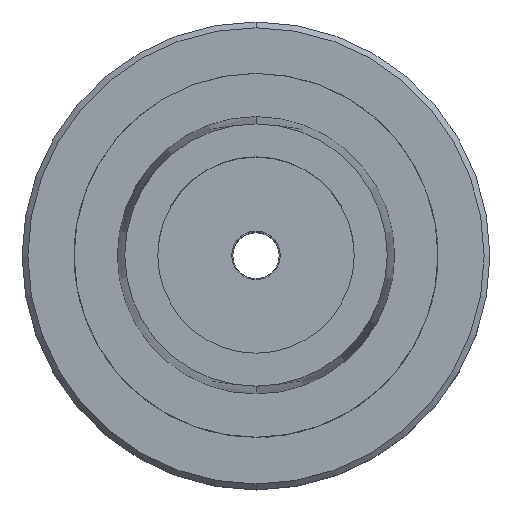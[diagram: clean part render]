
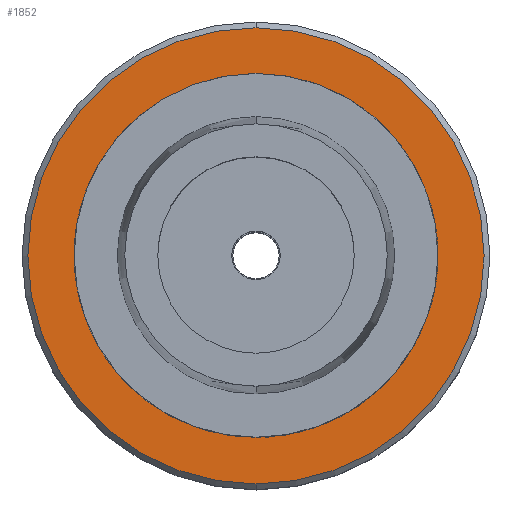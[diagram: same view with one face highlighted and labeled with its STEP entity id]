
A CAD part, top view. The second image highlights one B-rep face of the part: STEP entity #1852.
In plain terms, the highlighted planar face has unit normal (0, 0, 1).
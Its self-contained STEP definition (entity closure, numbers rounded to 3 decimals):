
#215=CARTESIAN_POINT('',(0.,0.,-54.));
#216=DIRECTION('',(0.,0.,-1.));
#217=DIRECTION('',(0.,1.,0.));
#218=AXIS2_PLACEMENT_3D('',#215,#216,#217);
#237=CARTESIAN_POINT('',(0.,0.,-54.));
#238=DIRECTION('',(0.,0.,1.));
#239=DIRECTION('',(0.,1.,0.));
#240=AXIS2_PLACEMENT_3D('',#237,#238,#239);
#245=CARTESIAN_POINT('',(0.,0.,-54.));
#246=DIRECTION('',(0.,0.,1.));
#247=DIRECTION('',(0.,1.,0.));
#248=AXIS2_PLACEMENT_3D('',#245,#246,#247);
#253=CARTESIAN_POINT('',(0.,0.,-54.));
#254=DIRECTION('',(0.,0.,-1.));
#255=DIRECTION('',(0.,1.,0.));
#256=AXIS2_PLACEMENT_3D('',#253,#254,#255);
#1623=CARTESIAN_POINT('',(0.,39.5,-54.));
#1624=VERTEX_POINT('',#1623);
#1627=CARTESIAN_POINT('',(0.,-39.5,-54.));
#1628=VERTEX_POINT('',#1627);
#1629=CARTESIAN_POINT('',(0.,30.,-54.));
#1631=VERTEX_POINT('',#1629);
#1637=CARTESIAN_POINT('',(0.,-30.,-54.));
#1639=VERTEX_POINT('',#1637);
#1837=CARTESIAN_POINT('',(0.,0.,-54.));
#1838=DIRECTION('',(0.,0.,-1.));
#1839=DIRECTION('',(0.,-1.,0.));
#1840=AXIS2_PLACEMENT_3D('',#1837,#1838,#1839);
#1841=PLANE('',#1840);
#1843=ORIENTED_EDGE('',*,*,#1842,.F.);
#1845=ORIENTED_EDGE('',*,*,#1844,.T.);
#1846=EDGE_LOOP('',(#1843,#1845));
#1847=FACE_OUTER_BOUND('',#1846,.F.);
#1848=ORIENTED_EDGE('',*,*,#1816,.F.);
#1849=ORIENTED_EDGE('',*,*,#1832,.T.);
#1850=EDGE_LOOP('',(#1848,#1849));
#1851=FACE_BOUND('',#1850,.F.);
#219=CIRCLE('',#218,30.);
#241=CIRCLE('',#240,30.);
#249=CIRCLE('',#248,39.5);
#257=CIRCLE('',#256,39.5);
#1816=EDGE_CURVE('',#1631,#1639,#219,.T.);
#1832=EDGE_CURVE('',#1631,#1639,#241,.T.);
#1842=EDGE_CURVE('',#1624,#1628,#249,.T.);
#1844=EDGE_CURVE('',#1624,#1628,#257,.T.);
#1852=ADVANCED_FACE('',(#1847,#1851),#1841,.F.);
